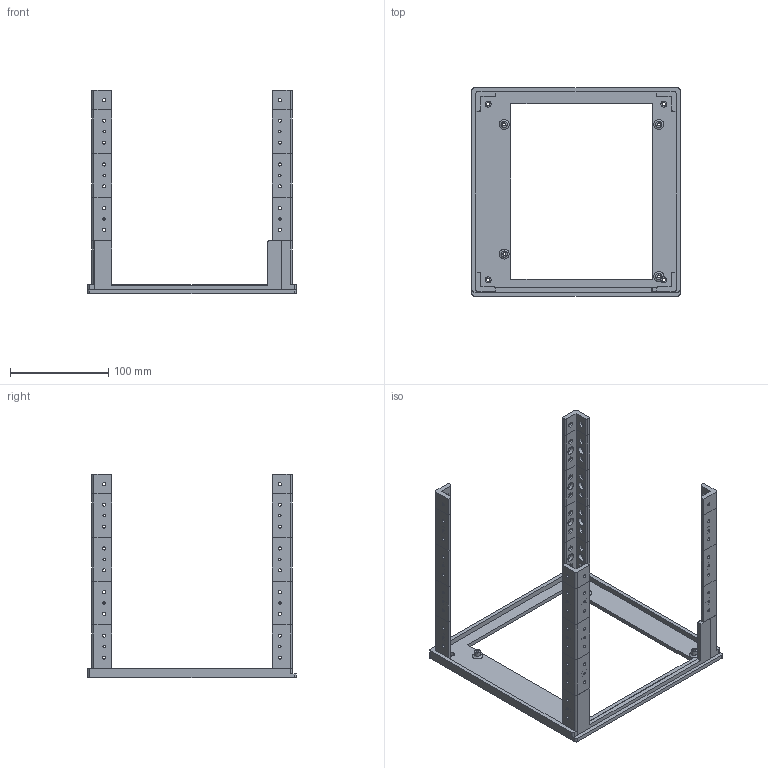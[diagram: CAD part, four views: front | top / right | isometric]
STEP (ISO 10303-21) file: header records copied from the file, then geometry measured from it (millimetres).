
FILE_DESCRIPTION(('HOOPS Exchange Step'),'2;1');
FILE_NAME('temp_export','2025-09-13T18:28:50+02:00',('cb'),('Shapr3D Limited'),'HOOPS Exchange 2025.5','Shapr3D','Authorized');
FILE_SCHEMA( ('AP242_MANAGED_MODEL_BASED_3D_ENGINEERING_MIM_LF {1 0 10303 442 1 1 4}') );
Length unit declared in the file: millimetre
Products named in the file (1): Ext-ITX-4U
Bounding box: 212 x 212 x 207.6 mm (x, y, z)
Volume: 223042 mm3; surface area: 127755.4 mm2
Topology: 17 solids, 17 shells, 912 faces, 2496 edges, 1720 vertices
Faces by surface type: plane 689, cylinder 214, torus 5, bspline 3, sphere 1
Full cylindrical faces by diameter (mm): 2.5 x30, 3 x4, 3.2 x72, 6 x4, 6.2 x4, 8.25 x30
Entity records: 30052 total; most frequent: CARTESIAN_POINT 5662, ORIENTED_EDGE 4986, DIRECTION 4934, EDGE_CURVE 2493, VECTOR 1858, LINE 1858, VERTEX_POINT 1720, AXIS2_PLACEMENT_3D 1538
